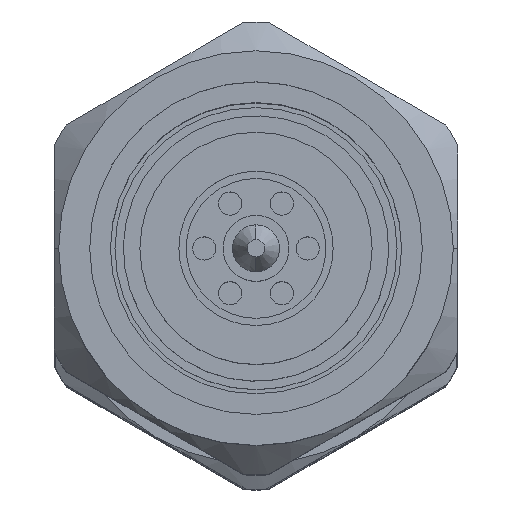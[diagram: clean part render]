
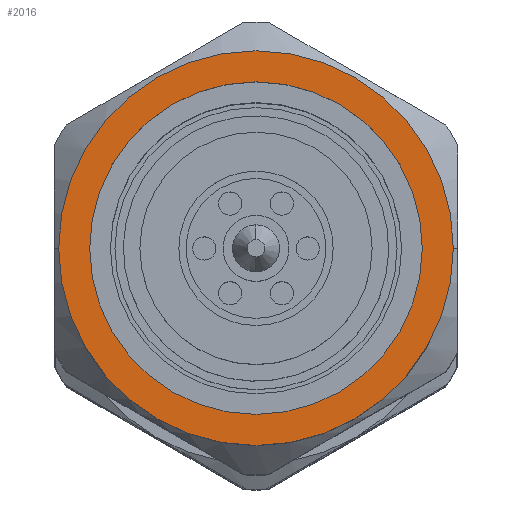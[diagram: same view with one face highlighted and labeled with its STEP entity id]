
A CAD part, top view. The second image highlights one B-rep face of the part: STEP entity #2016.
In plain terms, the highlighted face is planar.
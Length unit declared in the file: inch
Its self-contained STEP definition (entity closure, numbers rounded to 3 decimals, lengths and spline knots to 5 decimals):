
#278 = DIRECTION ( 'NONE',  ( -1., 0., 0. ) ) ;
#321 = EDGE_LOOP ( 'NONE', ( #5245, #365 ) ) ;
#332 = DIRECTION ( 'NONE',  ( 0., 1., 0. ) ) ;
#365 = ORIENTED_EDGE ( 'NONE', *, *, #3823, .F. ) ;
#742 = DIRECTION ( 'NONE',  ( 1., 0., 0. ) ) ;
#766 = CARTESIAN_POINT ( 'NONE',  ( -0.11, 0., 0. ) ) ;
#807 = CIRCLE ( 'NONE', #4765, 0.1285 ) ;
#892 = EDGE_CURVE ( 'NONE', #4909, #2606, #807, .T. ) ;
#895 = DIRECTION ( 'NONE',  ( -1., 0., 0. ) ) ;
#917 = ORIENTED_EDGE ( 'NONE', *, *, #4338, .T. ) ;
#1101 = AXIS2_PLACEMENT_3D ( 'NONE', #766, #2480, #332 ) ;
#1102 = PLANE ( 'NONE',  #2196 ) ;
#1258 = CARTESIAN_POINT ( 'NONE',  ( -0.11, -0.1525, 0. ) ) ;
#1306 = CARTESIAN_POINT ( 'NONE',  ( -0.11, 0., 0. ) ) ;
#1336 = CARTESIAN_POINT ( 'NONE',  ( -0.11, 0.1285, 0. ) ) ;
#1937 = CARTESIAN_POINT ( 'NONE',  ( -0.11, 0.1525, 0. ) ) ;
#2016 = ADVANCED_FACE ( 'NONE', ( #5325, #2819 ), #1102, .F. ) ;
#2193 = VERTEX_POINT ( 'NONE', #1937 ) ;
#2196 = AXIS2_PLACEMENT_3D ( 'NONE', #5352, #742, #2791 ) ;
#2232 = CARTESIAN_POINT ( 'NONE',  ( -0.11, -0.1285, 0. ) ) ;
#2382 = EDGE_LOOP ( 'NONE', ( #917, #3274 ) ) ;
#2480 = DIRECTION ( 'NONE',  ( -1., 0., 0. ) ) ;
#2514 = VERTEX_POINT ( 'NONE', #1258 ) ;
#2606 = VERTEX_POINT ( 'NONE', #2232 ) ;
#2791 = DIRECTION ( 'NONE',  ( 0., 1., 0. ) ) ;
#2819 = FACE_OUTER_BOUND ( 'NONE', #2382, .T. ) ;
#3206 = DIRECTION ( 'NONE',  ( 0., 1., 0. ) ) ;
#3274 = ORIENTED_EDGE ( 'NONE', *, *, #4113, .T. ) ;
#3343 = CARTESIAN_POINT ( 'NONE',  ( -0.11, 0., 0. ) ) ;
#3490 = AXIS2_PLACEMENT_3D ( 'NONE', #3343, #5356, #4165 ) ;
#3811 = DIRECTION ( 'NONE',  ( 0., 1., 0. ) ) ;
#3823 = EDGE_CURVE ( 'NONE', #2606, #4909, #5403, .T. ) ;
#3837 = AXIS2_PLACEMENT_3D ( 'NONE', #1306, #895, #3811 ) ;
#4014 = CIRCLE ( 'NONE', #3490, 0.1525 ) ;
#4113 = EDGE_CURVE ( 'NONE', #2514, #2193, #4014, .T. ) ;
#4165 = DIRECTION ( 'NONE',  ( 0., 1., 0. ) ) ;
#4338 = EDGE_CURVE ( 'NONE', #2193, #2514, #5152, .T. ) ;
#4765 = AXIS2_PLACEMENT_3D ( 'NONE', #5322, #278, #3206 ) ;
#4909 = VERTEX_POINT ( 'NONE', #1336 ) ;
#5152 = CIRCLE ( 'NONE', #1101, 0.1525 ) ;
#5245 = ORIENTED_EDGE ( 'NONE', *, *, #892, .F. ) ;
#5322 = CARTESIAN_POINT ( 'NONE',  ( -0.11, 0., 0. ) ) ;
#5325 = FACE_BOUND ( 'NONE', #321, .T. ) ;
#5352 = CARTESIAN_POINT ( 'NONE',  ( -0.11, 0., 0. ) ) ;
#5356 = DIRECTION ( 'NONE',  ( -1., 0., 0. ) ) ;
#5403 = CIRCLE ( 'NONE', #3837, 0.1285 ) ;
